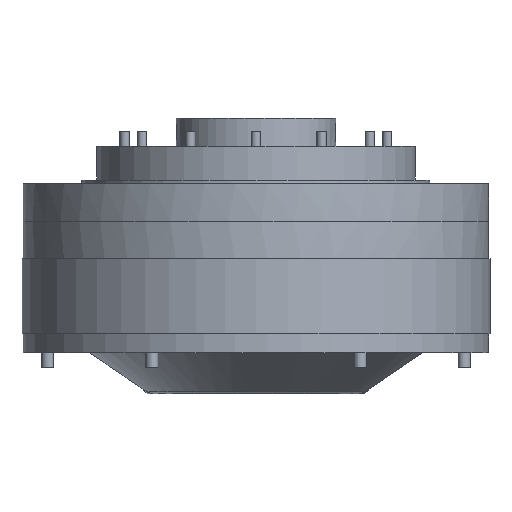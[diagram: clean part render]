
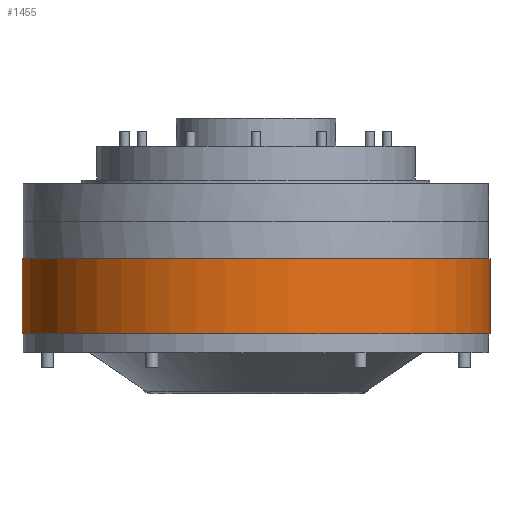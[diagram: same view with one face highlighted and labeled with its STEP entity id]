
A CAD part, front view. The second image highlights one B-rep face of the part: STEP entity #1455.
In plain terms, the highlighted free-form (B-spline) face has degree [11, 1] with [22, 2] control points.
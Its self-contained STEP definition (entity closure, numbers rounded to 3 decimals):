
#77 = EDGE_CURVE('',#78,#78,#80,.T.);
#78 = VERTEX_POINT('',#79);
#79 = CARTESIAN_POINT('',(51.682,5.432,0.));
#80 = ( BOUNDED_CURVE() B_SPLINE_CURVE(2,(#81,#82,#83,#84,#85,#86,#87),
.UNSPECIFIED.,.T.,.F.) B_SPLINE_CURVE_WITH_KNOTS((1,2,2,2,2,1),(
    -2.094,0.,2.094,4.189,6.283,
8.378),.UNSPECIFIED.) CURVE() GEOMETRIC_REPRESENTATION_ITEM() 
RATIONAL_B_SPLINE_CURVE((1.,0.5,1.,0.5,1.,0.5,1.)) REPRESENTATION_ITEM(
  '') );
#81 = CARTESIAN_POINT('',(51.682,5.432,0.));
#82 = CARTESIAN_POINT('',(42.274,94.948,0.));
#83 = CARTESIAN_POINT('',(-30.545,42.042,0.));
#84 = CARTESIAN_POINT('',(-103.364,-10.864,0.));
#85 = CARTESIAN_POINT('',(-21.137,-47.474,0.));
#86 = CARTESIAN_POINT('',(61.091,-84.084,0.));
#87 = CARTESIAN_POINT('',(51.682,5.432,0.));
#1455 = ADVANCED_FACE('',(#1456),#1477,.T.);
#1456 = FACE_BOUND('',#1457,.T.);
#1457 = EDGE_LOOP('',(#1458,#1459,#1466,#1476));
#1458 = ORIENTED_EDGE('',*,*,#77,.T.);
#1459 = ORIENTED_EDGE('',*,*,#1460,.T.);
#1460 = EDGE_CURVE('',#78,#1461,#1463,.T.);
#1461 = VERTEX_POINT('',#1462);
#1462 = CARTESIAN_POINT('',(51.682,5.432,
    16.656));
#1463 = B_SPLINE_CURVE_WITH_KNOTS('',1,(#1464,#1465),.UNSPECIFIED.,.F.,
  .F.,(2,2),(0.,1.),.PIECEWISE_BEZIER_KNOTS.);
#1464 = CARTESIAN_POINT('',(51.682,5.432,0.));
#1465 = CARTESIAN_POINT('',(51.682,5.432,
    16.656));
#1466 = ORIENTED_EDGE('',*,*,#1467,.F.);
#1467 = EDGE_CURVE('',#1461,#1461,#1468,.T.);
#1468 = ( BOUNDED_CURVE() B_SPLINE_CURVE(2,(#1469,#1470,#1471,#1472,
#1473,#1474,#1475),.UNSPECIFIED.,.T.,.F.) B_SPLINE_CURVE_WITH_KNOTS((1,2
    ,2,2,2,1),(-2.094,0.,2.094,4.189,
6.283,8.378),.UNSPECIFIED.) CURVE() 
GEOMETRIC_REPRESENTATION_ITEM() RATIONAL_B_SPLINE_CURVE((1.,0.5,1.,0.5,
1.,0.5,1.)) REPRESENTATION_ITEM('') );
#1469 = CARTESIAN_POINT('',(51.682,5.432,
    16.656));
#1470 = CARTESIAN_POINT('',(42.274,94.948,
    16.656));
#1471 = CARTESIAN_POINT('',(-30.545,42.042,
    16.656));
#1472 = CARTESIAN_POINT('',(-103.364,-10.864,
    16.656));
#1473 = CARTESIAN_POINT('',(-21.137,-47.474,
    16.656));
#1474 = CARTESIAN_POINT('',(61.091,-84.084,
    16.656));
#1475 = CARTESIAN_POINT('',(51.682,5.432,
    16.656));
#1476 = ORIENTED_EDGE('',*,*,#1460,.F.);
#1477 = B_SPLINE_SURFACE_WITH_KNOTS('',11,1,(
    (#1478,#1479)
    ,(#1480,#1481)
    ,(#1482,#1483)
    ,(#1484,#1485)
    ,(#1486,#1487)
    ,(#1488,#1489)
    ,(#1490,#1491)
    ,(#1492,#1493)
    ,(#1494,#1495)
    ,(#1496,#1497)
    ,(#1498,#1499)
    ,(#1500,#1501)
    ,(#1502,#1503)
    ,(#1504,#1505)
    ,(#1506,#1507)
    ,(#1508,#1509)
    ,(#1510,#1511)
    ,(#1512,#1513)
    ,(#1514,#1515)
    ,(#1516,#1517)
    ,(#1518,#1519)
    ,(#1520,#1521
    )),.UNSPECIFIED.,.T.,.F.,.F.,(1,11,10,11,1),(2,2),(-3.142,0.
    ,3.142,6.283,9.425),(0.,1.),.UNSPECIFIED.);
#1478 = CARTESIAN_POINT('',(51.682,5.432,0.));
#1479 = CARTESIAN_POINT('',(51.682,5.432,
    16.656));
#1480 = CARTESIAN_POINT('',(50.131,20.192,0.));
#1481 = CARTESIAN_POINT('',(50.131,20.192,
    16.656));
#1482 = CARTESIAN_POINT('',(43.942,34.465,0.));
#1483 = CARTESIAN_POINT('',(43.942,34.465,
    16.656));
#1484 = CARTESIAN_POINT('',(33.287,46.632,0.));
#1485 = CARTESIAN_POINT('',(33.287,46.632,
    16.656));
#1486 = CARTESIAN_POINT('',(18.97,55.141,0.));
#1487 = CARTESIAN_POINT('',(18.97,55.141,
    16.656));
#1488 = CARTESIAN_POINT('',(2.404,58.793,0.));
#1489 = CARTESIAN_POINT('',(2.404,58.793,
    16.656));
#1490 = CARTESIAN_POINT('',(-14.575,57.008,0.));
#1491 = CARTESIAN_POINT('',(-14.575,57.008,
    16.656));
#1492 = CARTESIAN_POINT('',(-30.02,49.992,0.));
#1493 = CARTESIAN_POINT('',(-30.02,49.992,
    16.656));
#1494 = CARTESIAN_POINT('',(-42.255,38.693,0.));
#1495 = CARTESIAN_POINT('',(-42.255,38.693,
    16.656));
#1496 = CARTESIAN_POINT('',(-50.148,24.576,0.));
#1497 = CARTESIAN_POINT('',(-50.148,24.576,
    16.656));
#1498 = CARTESIAN_POINT('',(-53.233,9.328,0.));
#1499 = CARTESIAN_POINT('',(-53.233,9.328,16.656
    ));
#1500 = CARTESIAN_POINT('',(-50.131,-20.192,0.));
#1501 = CARTESIAN_POINT('',(-50.131,-20.192,
    16.656));
#1502 = CARTESIAN_POINT('',(-43.942,-34.465,0.));
#1503 = CARTESIAN_POINT('',(-43.942,-34.465,
    16.656));
#1504 = CARTESIAN_POINT('',(-33.287,-46.632,0.));
#1505 = CARTESIAN_POINT('',(-33.287,-46.632,
    16.656));
#1506 = CARTESIAN_POINT('',(-18.97,-55.141,0.));
#1507 = CARTESIAN_POINT('',(-18.97,-55.141,
    16.656));
#1508 = CARTESIAN_POINT('',(-2.404,-58.793,0.));
#1509 = CARTESIAN_POINT('',(-2.404,-58.793,
    16.656));
#1510 = CARTESIAN_POINT('',(14.575,-57.008,0.));
#1511 = CARTESIAN_POINT('',(14.575,-57.008,
    16.656));
#1512 = CARTESIAN_POINT('',(30.02,-49.992,0.));
#1513 = CARTESIAN_POINT('',(30.02,-49.992,
    16.656));
#1514 = CARTESIAN_POINT('',(42.255,-38.693,0.));
#1515 = CARTESIAN_POINT('',(42.255,-38.693,
    16.656));
#1516 = CARTESIAN_POINT('',(50.148,-24.576,0.));
#1517 = CARTESIAN_POINT('',(50.148,-24.576,
    16.656));
#1518 = CARTESIAN_POINT('',(53.233,-9.328,0.));
#1519 = CARTESIAN_POINT('',(53.233,-9.328,
    16.656));
#1520 = CARTESIAN_POINT('',(51.682,5.432,0.));
#1521 = CARTESIAN_POINT('',(51.682,5.432,
    16.656));
